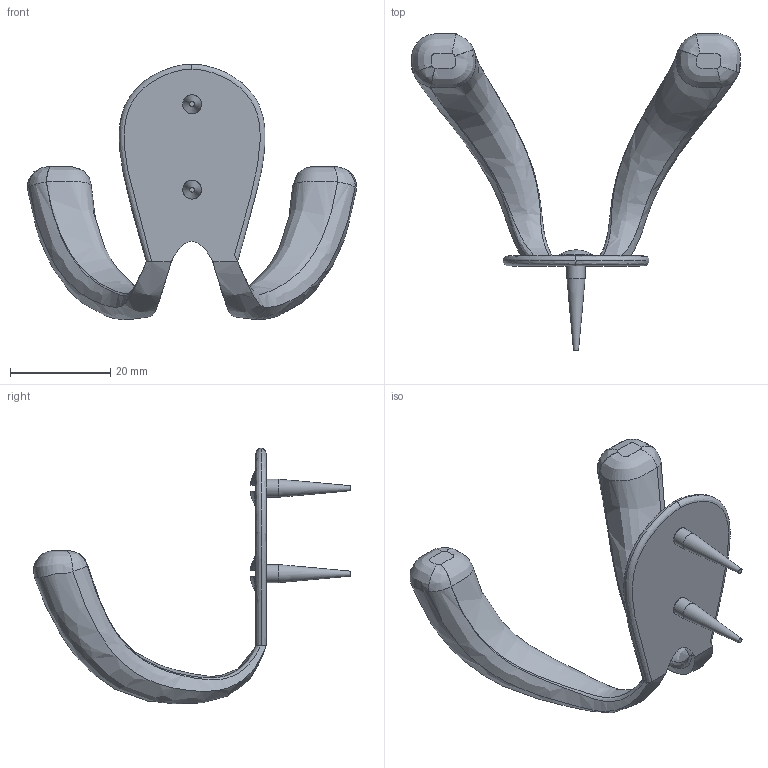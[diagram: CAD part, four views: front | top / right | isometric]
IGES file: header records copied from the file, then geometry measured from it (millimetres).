
Global section: file name: P116; native system: Autodesk Inventor 2018; preprocessor: unknown; author: ashami; date: 20180914.075535; units: millimetre
Bounding box: 65.51 x 63.16 x 50.89 mm (x, y, z)
Volume: 10166 mm3; surface area: 6099 mm2
Topology: 3 solids, 3 shells, 62 faces, 162 edges, 103 vertices
Faces by surface type: bspline 62
